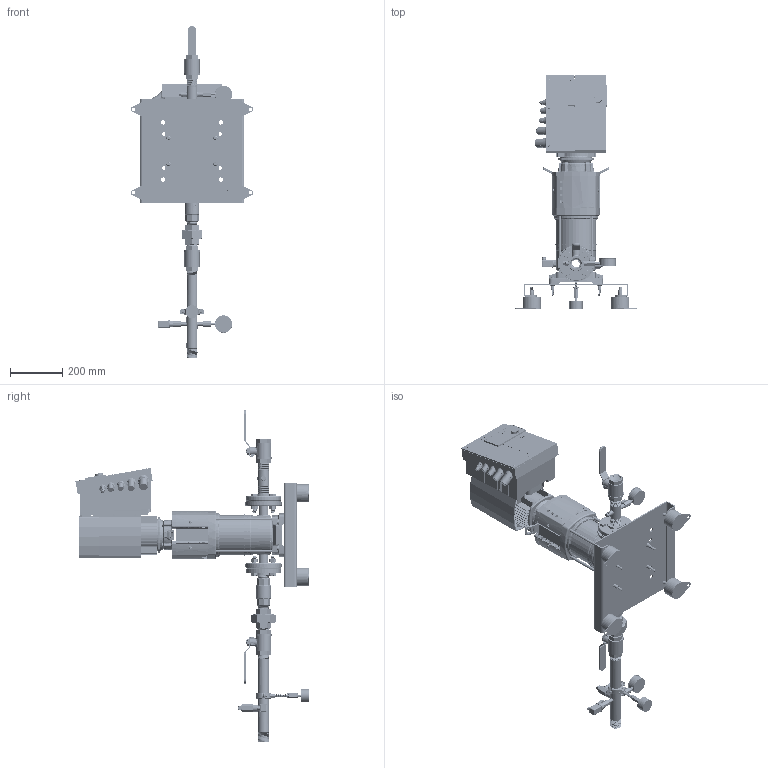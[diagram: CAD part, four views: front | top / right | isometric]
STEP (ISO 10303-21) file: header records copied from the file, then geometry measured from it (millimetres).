
FILE_DESCRIPTION (( 'STEP AP203' ), '1' );
FILE_NAME ('2700930 - EXCEL COMPLETE 20-05_1.5_460VWITH BASE.step', '2022-04-14T21:42:17', ( '' ), ( '' ), 'SwSTEP 2.0', 'SolidWorks 2022', '' );
FILE_SCHEMA (( 'CONFIG_CONTROL_DESIGN' ));
Length unit declared in the file: inch
Products named in the file (54): 2701606 - UNION 1.25 FNPT x 1.25 304SS FNPT 300_4627K297; 2713586 - 16 BAR Pressure Transducer (0-232 PSI); 2700014 - DISCHARGE MANIFOLD 1.25 NPTM,1 x 3_4; 4095886_4095886; 4188402 - DN32 Pump Housing ASSY; 2701604 - M10-1.5 DIN 439B Class 04 ZINC JAM NUT_90695A041; 2701817 - 2.5 SS SUCTION GAUGE 1_4 NPT, 0-100 PSI; 2700028 - 1.25in FNPT THEADED 300# SS ANSI FLANGE_4448T267; 4203580 - MACHINED FT115 LANTERN; 4160342 _4160342; 2701603 - M10 2.5in LONG THREADED STUD_94595A222; 2712165_4452K123; 4155009 - Helix Base; 4140373 - End Shield; 74960033414 - PLAIN-WASHER-M10N-STAINLESS-STEEL316L_90965A200; 2701594 - 1-1_4in PIPE SUPPORT ASSEMBLY; Fan Cover FS80; Drain Plug; 2700127 - 2.5in SS DISCHARGE GAUGE 1_4in NPT, 0-300; 2700930 - EXCEL COMPLETE 20-05_1.5_460VWITH BASE; 2701615 - 1.25in 316SS FNPT CHECK VALVE; 4066946 - EXTERIOR CASING HOUSING MVI DN25_32_304; 2714144 - 1-1_4in x CLOSE SCH40 304SS PIPE NIPPLE_4548K241; 4140410 - Metal Sheet Coupling Guard; 4217431 - SCREW-CHC-M10x70-8.8-ZN-ISO4762_93070A192; 2700018 - SUCTION MANIFOLD 1.25in NPTM,1 x 3_4in; 2700022 - 0.75in MNPT x 0.75in FEMALE NPT SS BALL VALVE; 2701605 - M10-1.5 x 30mm DIN 6334 CLASS 6 ZINC NUT_90009A223; 2700149 - DISCH ASSY 1 x 1.25in NPT; 2104604 - FS80 Motor; 4188011&2 - PIPE DN32 PN25 HOUSING 6in 304; Metal Shield Screw_90190A296; 2712304 - 5_8in-11 ZINC GRADE 5 HEX NUT_95036A029; 2704152 - 1_4in FNPT x 1_4in FNPT SS 2PC BALL VALVE; 4193501 - Handling Ring; 2701457 - 1-1_4in PIPE SUPPORT; 2712303 - 5_8in-11 x 2-1_2in GRADE 5 ZINC HEX SCREW_91247A804; 4140406 - COUPLING GUARD SUPPORT FT M+6in ASS.; 2700024 - 1.25 FNPT x 1.25 FNPT SS BALL VALVE_47865K26; 4180840 - VIBRATION DAMPER  70x45mm-M12x37 ...
Assembly tree (101 placements, depth 4):
  2700930 - EXCEL COMPLETE 20-05_1.5_460VWITH BASE
    4172024 - HELIX EXCEL 20-05-1_A3_E_KS
      Top SubASSY - 4203580 & 2104604
        4140373 - End Shield
        4203580 - MACHINED FT115 LANTERN
        2104604 - FS80 Motor
        4140406 - COUPLING GUARD SUPPORT FT M+6in ASS.  x2
        4140410 - Metal Sheet Coupling Guard  x2
        Fan Cover FS80
        FS80 HED
        4193501 - Handling Ring  x2
        Metal Shield Screw_90190A296  x4
        4140375 - ASSEMBLED RING COVER OF M_S M+6in-304
      4160342 _4160342
      4095886_4095886  x4
      4188402 - DN32 Pump Housing ASSY
        4066946 - EXTERIOR CASING HOUSING MVI DN25_32_304
        4155009 - Helix Base
        4188011&2 - PIPE DN32 PN25 HOUSING 6in 304  x2
        ANSI Flange 1.25 IN  x2
        Drain Plug
        PLUG
    2700148 - SUCT ASSY 1 x 1.25in NPT
      2700018 - SUCTION MANIFOLD 1.25in NPTM,1 x 3_4in
      2700024 - 1.25 FNPT x 1.25 FNPT SS BALL VALVE_47865K26
      2700028 - 1.25in FNPT THEADED 300# SS ANSI FLANGE_4448T267
      2700118 - 1.25in 300# ANSI FULL-FACE GASKET NSF-61_95665K434
      2712303 - 5_8in-11 x 2-1_2in GRADE 5 ZINC HEX SCREW_91247A804  x4
      2712304 - 5_8in-11 ZINC GRADE 5 HEX NUT_95036A029  x4
      2701817 - 2.5 SS SUCTION GAUGE 1_4 NPT, 0-100 PSI
      2712165_4452K123
      2704152 - 1_4in FNPT x 1_4in FNPT SS 2PC BALL VALVE
    2700149 - DISCH ASSY 1 x 1.25in NPT
      2700014 - DISCHARGE MANIFOLD 1.25 NPTM,1 x 3_4
      2704152 - 1_4in FNPT x 1_4in FNPT SS 2PC BALL VALVE  x2
      2700024 - 1.25 FNPT x 1.25 FNPT SS BALL VALVE_47865K26
      2700118 - 1.25in 300# ANSI FULL-FACE GASKET NSF-61_95665K434
      2714144 - 1-1_4in x CLOSE SCH40 304SS PIPE NIPPLE_4548K241  x3
      2701615 - 1.25in 316SS FNPT CHECK VALVE
      2700127 - 2.5in SS DISCHARGE GAUGE 1_4in NPT, 0-300
      2700028 - 1.25in FNPT THEADED 300# SS ANSI FLANGE_4448T267
      2701606 - UNION 1.25 FNPT x 1.25 304SS FNPT 300_4627K297
      2700022 - 0.75in MNPT x 0.75in FEMALE NPT SS BALL VALVE
      2712303 - 5_8in-11 x 2-1_2in GRADE 5 ZINC HEX SCREW_91247A804  x4
      2712304 - 5_8in-11 ZINC GRADE 5 HEX NUT_95036A029  x4
      2713586 - 16 BAR Pressure Transducer (0-232 PSI)
      2713922 - 3_4in M-NPT 304 SS SQUARE PIPE PLUG_4627K334
      2701594 - 1-1_4in PIPE SUPPORT ASSEMBLY
        2701457 - 1-1_4in PIPE SUPPORT
        2701604 - M10-1.5 DIN 439B Class 04 ZINC JAM NUT_90695A041  x2
        2701605 - M10-1.5 x 30mm DIN 6334 CLASS 6 ZINC NUT_90009A223
        502555494 - VIBRATION DAMPER  50x30mm,M10x28 Form D
        2701603 - M10 2.5in LONG THREADED STUD_94595A222
    4180839 - BASE PLATE 1 PUMP HEP+DAMPER_10, 20, & 30
      4196172 - BASE PLATE 1 PUMP 400x400 MODEL B
      4180840 - VIBRATION DAMPER  70x45mm-M12x37  x4
      4067675 - HEXAGONAL NUT TO SET M10-3-6MM-ZN-BL  x4
      4076792 - HEXAGONAL NUT TO SET M12-3.5-7MM-ZN-BL  x4
      4217431 - SCREW-CHC-M10x70-8.8-ZN-ISO4762_93070A192  x4
      74960033414 - PLAIN-WASHER-M10N-STAINLESS-STEEL316L_90965A200  x4
Bounding box: 469.19 x 894.03 x 1273.37 mm (x, y, z)
Volume: 14516209.7 mm3; surface area: 3974012.2 mm2
Topology: 129 solids, 129 shells, 8059 faces, 21377 edges, 13716 vertices
Faces by surface type: plane 3363, cylinder 2358, cone 883, bspline 866, torus 524, sphere 65
Full cylindrical faces by diameter (mm): 3.1 x1, 3.614 x3, 3.969 x1, 3.979 x1, 4 x2, 4.554 x10, 4.878 x2, 4.987 x1, 5.661 x1, 5.733 x1, 7.62 x10, 7.648 x1, 7.874 x4, 8 x128, 8.166 x1, 8.256 x6, 8.866 x2, 9 x2, 9.652 x2, 10.5 x4, 10.8 x4, 11.666 x4, 11.946 x2, 12 x78, 12.079 x1, 12.213 x1, 12.511 x4, 12.7 x2, 12.981 x1, 13 x12
Entity records: 436071 total; most frequent: CARTESIAN_POINT 298449, ORIENTED_EDGE 28064, DIRECTION 25001, EDGE_CURVE 14032, VERTEX_POINT 9263, AXIS2_PLACEMENT_3D 8955, LINE 7091, VECTOR 7091
